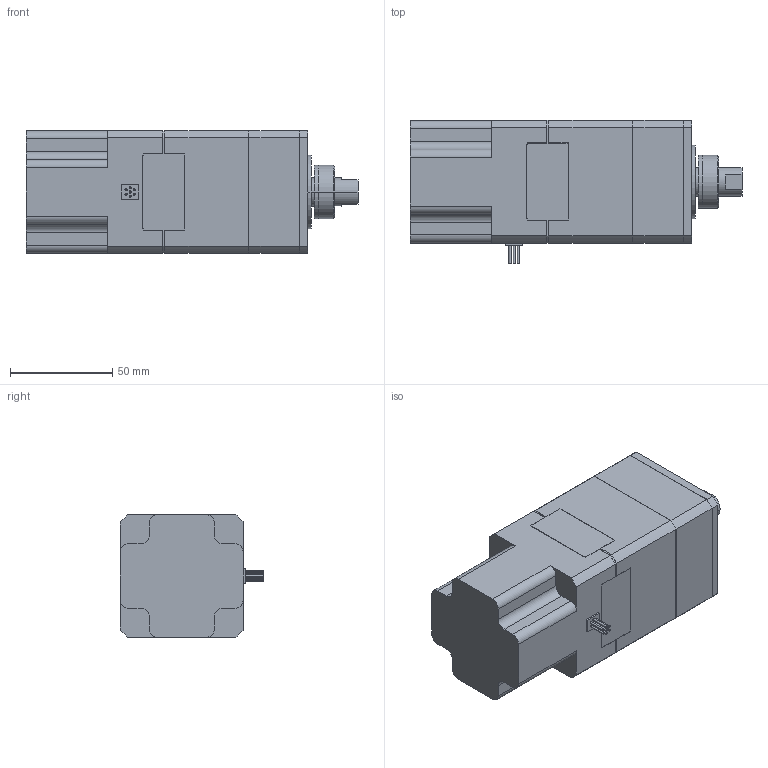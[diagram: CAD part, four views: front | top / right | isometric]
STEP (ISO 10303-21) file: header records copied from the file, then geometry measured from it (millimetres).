
FILE_DESCRIPTION( ( '' ), '1' );
FILE_NAME( 'DRL60PB4-05MG.stp', '2008-07-10T13:20:20', ( '' ), ( '' ), ' ', ' ', ' ' );
FILE_SCHEMA( ( 'CONFIG_CONTROL_DESIGN' ) );
Length unit declared in the file: millimetre
Products named in the file (2): 1; 2
Bounding box: 162.5 x 70 x 60 mm (x, y, z)
Volume: 469107.2 mm3; surface area: 48632.6 mm2
Topology: 2 solids, 2 shells, 362 faces, 970 edges, 629 vertices
Faces by surface type: plane 214, cylinder 110, cone 22, torus 16
Entity records: 11260 total; most frequent: DIRECTION 1952, CARTESIAN_POINT 1945, ORIENTED_EDGE 1904, EDGE_CURVE 952, LINE 680, VECTOR 680, AXIS2_PLACEMENT_3D 636, VERTEX_POINT 629
